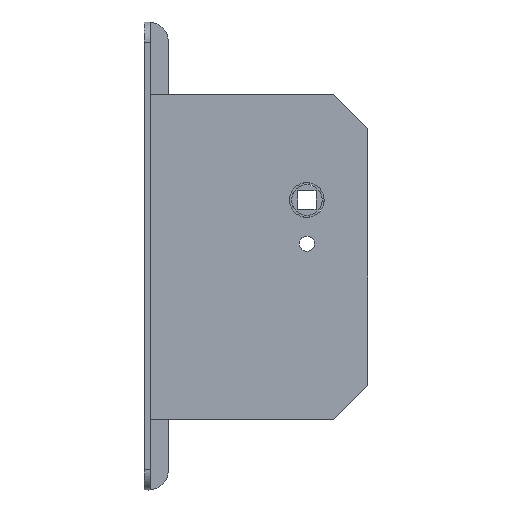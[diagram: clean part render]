
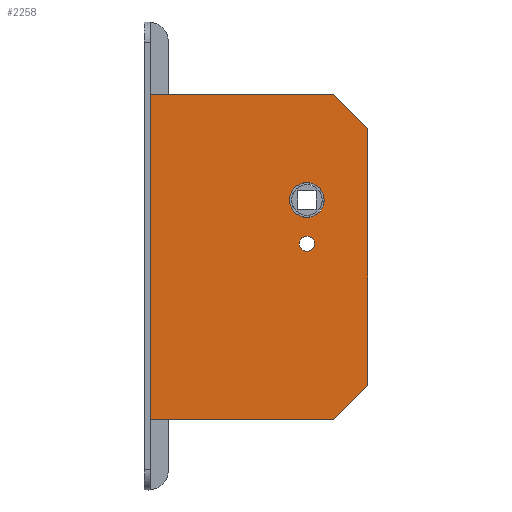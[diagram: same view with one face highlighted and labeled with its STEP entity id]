
A CAD part, top view. The second image highlights one B-rep face of the part: STEP entity #2258.
In plain terms, the highlighted planar face has unit normal (0, 0, 1).
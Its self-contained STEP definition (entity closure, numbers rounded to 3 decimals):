
#96 = FACE_BOUND ( 'NONE', #1924, .T. ) ;
#324 = VECTOR ( 'NONE', #4936, 1000. ) ;
#360 = VERTEX_POINT ( 'NONE', #986 ) ;
#384 = EDGE_CURVE ( 'NONE', #695, #4453, #444, .T. ) ;
#412 = AXIS2_PLACEMENT_3D ( 'NONE', #5743, #3458, #1566 ) ;
#444 = LINE ( 'NONE', #1814, #5630 ) ;
#465 = CARTESIAN_POINT ( 'NONE',  ( 30., 35., 7.75 ) ) ;
#695 = VERTEX_POINT ( 'NONE', #5172 ) ;
#704 = CIRCLE ( 'NONE', #412, 3.75 ) ;
#759 = CARTESIAN_POINT ( 'NONE',  ( 0., -21.5, 7.75 ) ) ;
#812 = CARTESIAN_POINT ( 'NONE',  ( -77., 52., 7.75 ) ) ;
#897 = ORIENTED_EDGE ( 'NONE', *, *, #3665, .F. ) ;
#986 = CARTESIAN_POINT ( 'NONE',  ( 30., 35., 7.75 ) ) ;
#1016 = DIRECTION ( 'NONE',  ( 0.707, 0.707, 0. ) ) ;
#1024 = ORIENTED_EDGE ( 'NONE', *, *, #5821, .F. ) ;
#1037 = DIRECTION ( 'NONE',  ( 1., 0., 0. ) ) ;
#1288 = CARTESIAN_POINT ( 'NONE',  ( 30., -91., 7.75 ) ) ;
#1299 = VECTOR ( 'NONE', #1724, 1000. ) ;
#1305 = DIRECTION ( 'NONE',  ( -1., 0., 0. ) ) ;
#1383 = ORIENTED_EDGE ( 'NONE', *, *, #4044, .T. ) ;
#1467 = DIRECTION ( 'NONE',  ( -0.707, 0.707, 0. ) ) ;
#1501 = PLANE ( 'NONE',  #2047 ) ;
#1566 = DIRECTION ( 'NONE',  ( 1., 0., 0. ) ) ;
#1596 = VECTOR ( 'NONE', #1305, 1000. ) ;
#1598 = DIRECTION ( 'NONE',  ( 0., 0., 1. ) ) ;
#1724 = DIRECTION ( 'NONE',  ( 0., 1., 0. ) ) ;
#1794 = AXIS2_PLACEMENT_3D ( 'NONE', #759, #1598, #2631 ) ;
#1814 = CARTESIAN_POINT ( 'NONE',  ( 13., -108., 7.75 ) ) ;
#1924 = EDGE_LOOP ( 'NONE', ( #897, #5974 ) ) ;
#1965 = CARTESIAN_POINT ( 'NONE',  ( 3.75, -21.5, 7.75 ) ) ;
#2005 = AXIS2_PLACEMENT_3D ( 'NONE', #4467, #3977, #3455 ) ;
#2028 = EDGE_LOOP ( 'NONE', ( #4050, #1024 ) ) ;
#2047 = AXIS2_PLACEMENT_3D ( 'NONE', #3365, #5215, #1037 ) ;
#2087 = CIRCLE ( 'NONE', #2675, 8.5 ) ;
#2141 = EDGE_CURVE ( 'NONE', #360, #2876, #5650, .T. ) ;
#2174 = LINE ( 'NONE', #5914, #1596 ) ;
#2188 = CIRCLE ( 'NONE', #1794, 3.75 ) ;
#2258 = ADVANCED_FACE ( 'NONE', ( #4881, #2424, #96 ), #1501, .T. ) ;
#2350 = VERTEX_POINT ( 'NONE', #4040 ) ;
#2371 = VERTEX_POINT ( 'NONE', #4477 ) ;
#2424 = FACE_OUTER_BOUND ( 'NONE', #2438, .T. ) ;
#2438 = EDGE_LOOP ( 'NONE', ( #4835, #5872, #1383, #2590, #4268, #3750 ) ) ;
#2590 = ORIENTED_EDGE ( 'NONE', *, *, #384, .T. ) ;
#2631 = DIRECTION ( 'NONE',  ( 1., 0., 0. ) ) ;
#2635 = EDGE_CURVE ( 'NONE', #3753, #5660, #704, .T. ) ;
#2675 = AXIS2_PLACEMENT_3D ( 'NONE', #5987, #4561, #5013 ) ;
#2876 = VERTEX_POINT ( 'NONE', #5922 ) ;
#2935 = VERTEX_POINT ( 'NONE', #3269 ) ;
#3089 = CARTESIAN_POINT ( 'NONE',  ( 30., -91., 7.75 ) ) ;
#3101 = CARTESIAN_POINT ( 'NONE',  ( -3.75, -21.5, 7.75 ) ) ;
#3115 = VECTOR ( 'NONE', #1467, 1000. ) ;
#3269 = CARTESIAN_POINT ( 'NONE',  ( -77., 52., 7.75 ) ) ;
#3365 = CARTESIAN_POINT ( 'NONE',  ( 0., 0., 7.75 ) ) ;
#3455 = DIRECTION ( 'NONE',  ( 1., 0., 0. ) ) ;
#3458 = DIRECTION ( 'NONE',  ( 0., 0., 1. ) ) ;
#3565 = CARTESIAN_POINT ( 'NONE',  ( -77., -108., 7.75 ) ) ;
#3665 = EDGE_CURVE ( 'NONE', #2350, #2371, #2087, .T. ) ;
#3742 = EDGE_CURVE ( 'NONE', #4453, #360, #4591, .T. ) ;
#3750 = ORIENTED_EDGE ( 'NONE', *, *, #2141, .T. ) ;
#3753 = VERTEX_POINT ( 'NONE', #3101 ) ;
#3856 = DIRECTION ( 'NONE',  ( 1., 0., 0. ) ) ;
#3977 = DIRECTION ( 'NONE',  ( 0., 0., 1. ) ) ;
#4040 = CARTESIAN_POINT ( 'NONE',  ( -8.5, 0., 7.75 ) ) ;
#4044 = EDGE_CURVE ( 'NONE', #5092, #695, #5715, .T. ) ;
#4050 = ORIENTED_EDGE ( 'NONE', *, *, #2635, .F. ) ;
#4268 = ORIENTED_EDGE ( 'NONE', *, *, #3742, .T. ) ;
#4426 = EDGE_CURVE ( 'NONE', #2371, #2350, #5701, .T. ) ;
#4453 = VERTEX_POINT ( 'NONE', #3089 ) ;
#4467 = CARTESIAN_POINT ( 'NONE',  ( 0., 0., 7.75 ) ) ;
#4477 = CARTESIAN_POINT ( 'NONE',  ( 8.5, 0., 7.75 ) ) ;
#4561 = DIRECTION ( 'NONE',  ( 0., 0., 1. ) ) ;
#4591 = LINE ( 'NONE', #1288, #1299 ) ;
#4835 = ORIENTED_EDGE ( 'NONE', *, *, #5048, .T. ) ;
#4881 = FACE_BOUND ( 'NONE', #2028, .T. ) ;
#4936 = DIRECTION ( 'NONE',  ( 0., -1., 0. ) ) ;
#5013 = DIRECTION ( 'NONE',  ( 1., 0., 0. ) ) ;
#5027 = EDGE_CURVE ( 'NONE', #2935, #5092, #5482, .T. ) ;
#5048 = EDGE_CURVE ( 'NONE', #2876, #2935, #2174, .T. ) ;
#5092 = VERTEX_POINT ( 'NONE', #3565 ) ;
#5172 = CARTESIAN_POINT ( 'NONE',  ( 13., -108., 7.75 ) ) ;
#5215 = DIRECTION ( 'NONE',  ( 0., 0., 1. ) ) ;
#5393 = VECTOR ( 'NONE', #3856, 1000. ) ;
#5482 = LINE ( 'NONE', #812, #324 ) ;
#5630 = VECTOR ( 'NONE', #1016, 1000. ) ;
#5650 = LINE ( 'NONE', #465, #3115 ) ;
#5660 = VERTEX_POINT ( 'NONE', #1965 ) ;
#5701 = CIRCLE ( 'NONE', #2005, 8.5 ) ;
#5715 = LINE ( 'NONE', #5770, #5393 ) ;
#5743 = CARTESIAN_POINT ( 'NONE',  ( 0., -21.5, 7.75 ) ) ;
#5770 = CARTESIAN_POINT ( 'NONE',  ( -77., -108., 7.75 ) ) ;
#5821 = EDGE_CURVE ( 'NONE', #5660, #3753, #2188, .T. ) ;
#5872 = ORIENTED_EDGE ( 'NONE', *, *, #5027, .T. ) ;
#5914 = CARTESIAN_POINT ( 'NONE',  ( 13., 52., 7.75 ) ) ;
#5922 = CARTESIAN_POINT ( 'NONE',  ( 13., 52., 7.75 ) ) ;
#5974 = ORIENTED_EDGE ( 'NONE', *, *, #4426, .F. ) ;
#5987 = CARTESIAN_POINT ( 'NONE',  ( 0., 0., 7.75 ) ) ;
